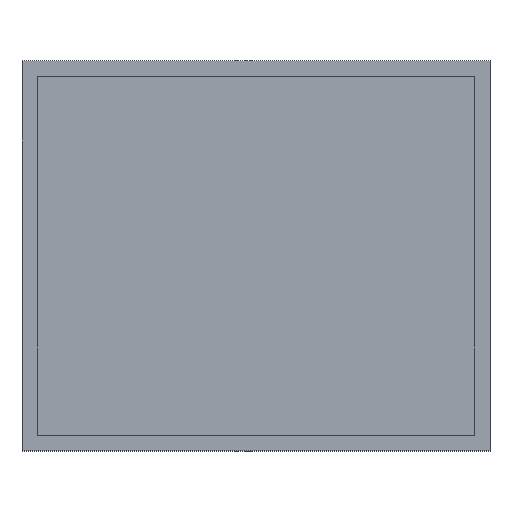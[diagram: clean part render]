
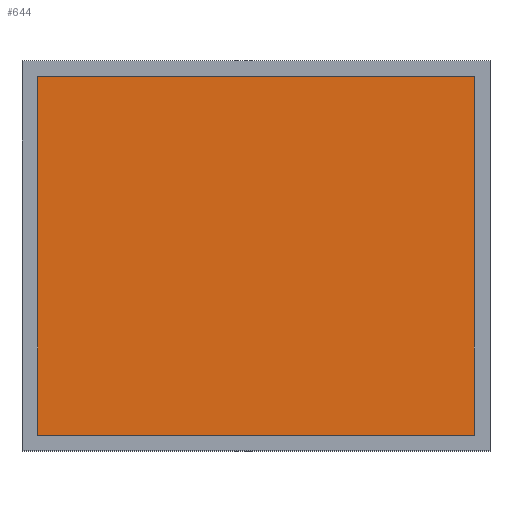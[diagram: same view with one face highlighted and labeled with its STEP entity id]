
A CAD part, top view. The second image highlights one B-rep face of the part: STEP entity #644.
In plain terms, the highlighted planar face has unit normal (0, 0, 1).
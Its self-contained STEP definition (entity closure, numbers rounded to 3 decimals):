
#366 = PLANE('',#367);
#367 = AXIS2_PLACEMENT_3D('',#368,#369,#370);
#368 = CARTESIAN_POINT('',(-3000.,-2300.,0.));
#369 = DIRECTION('',(0.,1.,0.));
#370 = DIRECTION('',(1.,0.,0.));
#394 = PLANE('',#395);
#395 = AXIS2_PLACEMENT_3D('',#396,#397,#398);
#396 = CARTESIAN_POINT('',(-2800.,2500.,0.));
#397 = DIRECTION('',(1.,0.,-0.));
#398 = DIRECTION('',(0.,-1.,0.));
#422 = PLANE('',#423);
#423 = AXIS2_PLACEMENT_3D('',#424,#425,#426);
#424 = CARTESIAN_POINT('',(3000.,2300.,0.));
#425 = DIRECTION('',(0.,-1.,0.));
#426 = DIRECTION('',(-1.,0.,0.));
#448 = PLANE('',#449);
#449 = AXIS2_PLACEMENT_3D('',#450,#451,#452);
#450 = CARTESIAN_POINT('',(2800.,-2500.,0.));
#451 = DIRECTION('',(-1.,0.,0.));
#452 = DIRECTION('',(0.,1.,0.));
#465 = VERTEX_POINT('',#466);
#466 = CARTESIAN_POINT('',(2800.,-2300.,200.));
#485 = EDGE_CURVE('',#486,#465,#488,.T.);
#486 = VERTEX_POINT('',#487);
#487 = CARTESIAN_POINT('',(-2800.,-2300.,200.));
#488 = SURFACE_CURVE('',#489,(#493,#499),.PCURVE_S1.);
#489 = LINE('',#490,#491);
#490 = CARTESIAN_POINT('',(-1500.,-2300.,200.));
#491 = VECTOR('',#492,1.);
#492 = DIRECTION('',(1.,0.,0.));
#493 = PCURVE('',#366,#494);
#494 = DEFINITIONAL_REPRESENTATION('',(#495),#498);
#495 = B_SPLINE_CURVE_WITH_KNOTS('',1,(#496,#497),.UNSPECIFIED.,.F.,.F.,
  (2,2),(-1500.,4500.),.PIECEWISE_BEZIER_KNOTS.);
#496 = CARTESIAN_POINT('',(0.,-200.));
#497 = CARTESIAN_POINT('',(6000.,-200.));
#498 = ( GEOMETRIC_REPRESENTATION_CONTEXT(2) 
PARAMETRIC_REPRESENTATION_CONTEXT() REPRESENTATION_CONTEXT('2D SPACE',''
  ) );
#499 = PCURVE('',#500,#505);
#500 = PLANE('',#501);
#501 = AXIS2_PLACEMENT_3D('',#502,#503,#504);
#502 = CARTESIAN_POINT('',(0.,0.,200.));
#503 = DIRECTION('',(0.,0.,1.));
#504 = DIRECTION('',(1.,0.,-0.));
#505 = DEFINITIONAL_REPRESENTATION('',(#506),#509);
#506 = B_SPLINE_CURVE_WITH_KNOTS('',1,(#507,#508),.UNSPECIFIED.,.F.,.F.,
  (2,2),(-1500.,4500.),.PIECEWISE_BEZIER_KNOTS.);
#507 = CARTESIAN_POINT('',(-3000.,-2300.));
#508 = CARTESIAN_POINT('',(3000.,-2300.));
#509 = ( GEOMETRIC_REPRESENTATION_CONTEXT(2) 
PARAMETRIC_REPRESENTATION_CONTEXT() REPRESENTATION_CONTEXT('2D SPACE',''
  ) );
#535 = VERTEX_POINT('',#536);
#536 = CARTESIAN_POINT('',(2800.,2300.,200.));
#555 = EDGE_CURVE('',#465,#535,#556,.T.);
#556 = SURFACE_CURVE('',#557,(#561,#567),.PCURVE_S1.);
#557 = LINE('',#558,#559);
#558 = CARTESIAN_POINT('',(2800.,-1250.,200.));
#559 = VECTOR('',#560,1.);
#560 = DIRECTION('',(0.,1.,-0.));
#561 = PCURVE('',#448,#562);
#562 = DEFINITIONAL_REPRESENTATION('',(#563),#566);
#563 = B_SPLINE_CURVE_WITH_KNOTS('',1,(#564,#565),.UNSPECIFIED.,.F.,.F.,
  (2,2),(-1250.,3750.),.PIECEWISE_BEZIER_KNOTS.);
#564 = CARTESIAN_POINT('',(0.,-200.));
#565 = CARTESIAN_POINT('',(5000.,-200.));
#566 = ( GEOMETRIC_REPRESENTATION_CONTEXT(2) 
PARAMETRIC_REPRESENTATION_CONTEXT() REPRESENTATION_CONTEXT('2D SPACE',''
  ) );
#567 = PCURVE('',#500,#568);
#568 = DEFINITIONAL_REPRESENTATION('',(#569),#572);
#569 = B_SPLINE_CURVE_WITH_KNOTS('',1,(#570,#571),.UNSPECIFIED.,.F.,.F.,
  (2,2),(-1250.,3750.),.PIECEWISE_BEZIER_KNOTS.);
#570 = CARTESIAN_POINT('',(2800.,-2500.));
#571 = CARTESIAN_POINT('',(2800.,2500.));
#572 = ( GEOMETRIC_REPRESENTATION_CONTEXT(2) 
PARAMETRIC_REPRESENTATION_CONTEXT() REPRESENTATION_CONTEXT('2D SPACE',''
  ) );
#580 = VERTEX_POINT('',#581);
#581 = CARTESIAN_POINT('',(-2800.,2300.,200.));
#600 = EDGE_CURVE('',#535,#580,#601,.T.);
#601 = SURFACE_CURVE('',#602,(#606,#612),.PCURVE_S1.);
#602 = LINE('',#603,#604);
#603 = CARTESIAN_POINT('',(1500.,2300.,200.));
#604 = VECTOR('',#605,1.);
#605 = DIRECTION('',(-1.,0.,0.));
#606 = PCURVE('',#422,#607);
#607 = DEFINITIONAL_REPRESENTATION('',(#608),#611);
#608 = B_SPLINE_CURVE_WITH_KNOTS('',1,(#609,#610),.UNSPECIFIED.,.F.,.F.,
  (2,2),(-1500.,4500.),.PIECEWISE_BEZIER_KNOTS.);
#609 = CARTESIAN_POINT('',(0.,-200.));
#610 = CARTESIAN_POINT('',(6000.,-200.));
#611 = ( GEOMETRIC_REPRESENTATION_CONTEXT(2) 
PARAMETRIC_REPRESENTATION_CONTEXT() REPRESENTATION_CONTEXT('2D SPACE',''
  ) );
#612 = PCURVE('',#500,#613);
#613 = DEFINITIONAL_REPRESENTATION('',(#614),#617);
#614 = B_SPLINE_CURVE_WITH_KNOTS('',1,(#615,#616),.UNSPECIFIED.,.F.,.F.,
  (2,2),(-1500.,4500.),.PIECEWISE_BEZIER_KNOTS.);
#615 = CARTESIAN_POINT('',(3000.,2300.));
#616 = CARTESIAN_POINT('',(-3000.,2300.));
#617 = ( GEOMETRIC_REPRESENTATION_CONTEXT(2) 
PARAMETRIC_REPRESENTATION_CONTEXT() REPRESENTATION_CONTEXT('2D SPACE',''
  ) );
#625 = EDGE_CURVE('',#580,#486,#626,.T.);
#626 = SURFACE_CURVE('',#627,(#631,#637),.PCURVE_S1.);
#627 = LINE('',#628,#629);
#628 = CARTESIAN_POINT('',(-2800.,1250.,200.));
#629 = VECTOR('',#630,1.);
#630 = DIRECTION('',(0.,-1.,0.));
#631 = PCURVE('',#394,#632);
#632 = DEFINITIONAL_REPRESENTATION('',(#633),#636);
#633 = B_SPLINE_CURVE_WITH_KNOTS('',1,(#634,#635),.UNSPECIFIED.,.F.,.F.,
  (2,2),(-1250.,3750.),.PIECEWISE_BEZIER_KNOTS.);
#634 = CARTESIAN_POINT('',(0.,-200.));
#635 = CARTESIAN_POINT('',(5000.,-200.));
#636 = ( GEOMETRIC_REPRESENTATION_CONTEXT(2) 
PARAMETRIC_REPRESENTATION_CONTEXT() REPRESENTATION_CONTEXT('2D SPACE',''
  ) );
#637 = PCURVE('',#500,#638);
#638 = DEFINITIONAL_REPRESENTATION('',(#639),#642);
#639 = B_SPLINE_CURVE_WITH_KNOTS('',1,(#640,#641),.UNSPECIFIED.,.F.,.F.,
  (2,2),(-1250.,3750.),.PIECEWISE_BEZIER_KNOTS.);
#640 = CARTESIAN_POINT('',(-2800.,2500.));
#641 = CARTESIAN_POINT('',(-2800.,-2500.));
#642 = ( GEOMETRIC_REPRESENTATION_CONTEXT(2) 
PARAMETRIC_REPRESENTATION_CONTEXT() REPRESENTATION_CONTEXT('2D SPACE',''
  ) );
#644 = ADVANCED_FACE('',(#645),#500,.T.);
#645 = FACE_BOUND('',#646,.T.);
#646 = EDGE_LOOP('',(#647,#648,#649,#650));
#647 = ORIENTED_EDGE('',*,*,#485,.T.);
#648 = ORIENTED_EDGE('',*,*,#555,.T.);
#649 = ORIENTED_EDGE('',*,*,#600,.T.);
#650 = ORIENTED_EDGE('',*,*,#625,.T.);
